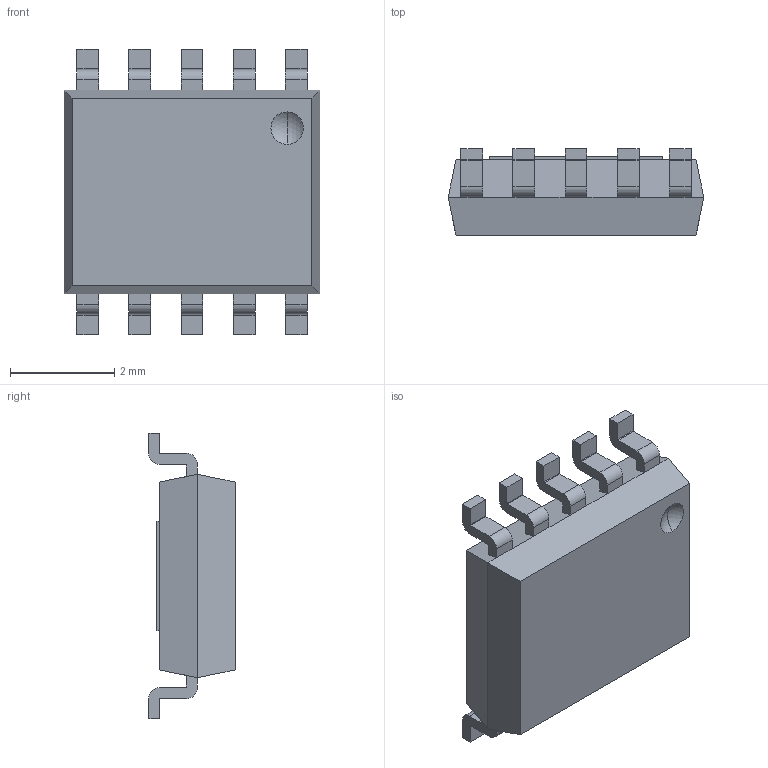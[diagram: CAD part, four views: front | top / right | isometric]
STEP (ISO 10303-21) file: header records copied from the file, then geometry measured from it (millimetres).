
FILE_DESCRIPTION (( 'STEP AP214' ), '1' );
FILE_NAME ('ESOP-10.STEP', '2023-11-12T09:14:33', ( '' ), ( '' ), 'SwSTEP 2.0', 'SolidWorks 2023', '' );
FILE_SCHEMA (( 'AUTOMOTIVE_DESIGN' ));
Length unit declared in the file: millimetre
Products named in the file (1): ESOP-10
Bounding box: 4.9 x 1.66 x 5.48 mm (x, y, z)
Volume: 27.4 mm3; surface area: 77.1 mm2
Topology: 1 solids, 1 shells, 147 faces, 406 edges, 263 vertices
Faces by surface type: plane 105, cylinder 40, sphere 2
Entity records: 4850 total; most frequent: CARTESIAN_POINT 817, ORIENTED_EDGE 812, DIRECTION 786, EDGE_CURVE 406, LINE 322, VECTOR 322, VERTEX_POINT 263, AXIS2_PLACEMENT_3D 232
